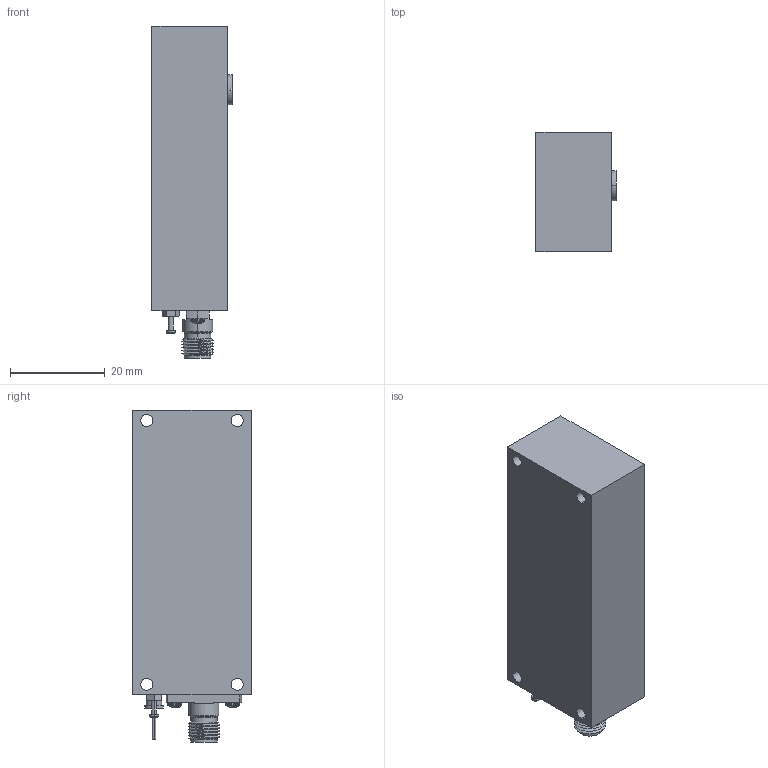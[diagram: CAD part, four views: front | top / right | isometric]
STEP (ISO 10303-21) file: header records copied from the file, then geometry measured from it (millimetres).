
FILE_DESCRIPTION (( 'STEP AP203' ), '1' );
FILE_NAME ('SOD-26303226-KF-S1.STEP', '2019-10-11T21:49:31', ( '' ), ( '' ), 'SwSTEP 2.0', 'SolidWorks 2016', '' );
FILE_SCHEMA (( 'CONFIG_CONTROL_DESIGN' ));
Length unit declared in the file: inch
Products named in the file (1): SOD-26303226-KF-S1
Bounding box: 16.9 x 25 x 69.96 mm (x, y, z)
Volume: 24062.4 mm3; surface area: 6922.7 mm2
Topology: 3 solids, 3 shells, 269 faces, 727 edges, 478 vertices
Faces by surface type: cylinder 145, plane 80, cone 24, torus 10, bspline 6, sphere 4
Entity records: 10894 total; most frequent: CARTESIAN_POINT 4428, ORIENTED_EDGE 1454, DIRECTION 1254, EDGE_CURVE 727, AXIS2_PLACEMENT_3D 493, VERTEX_POINT 478, EDGE_LOOP 299, FACE_OUTER_BOUND 269
